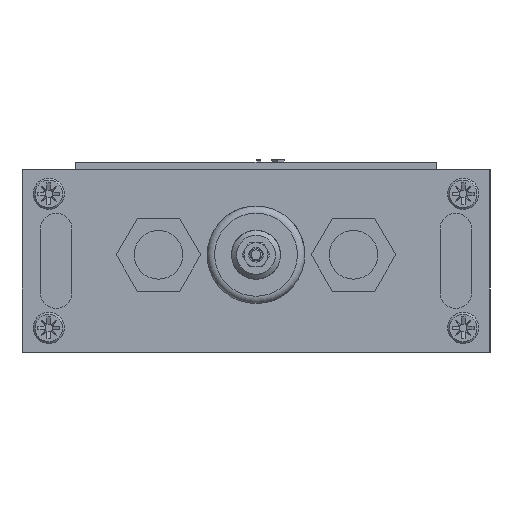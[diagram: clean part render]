
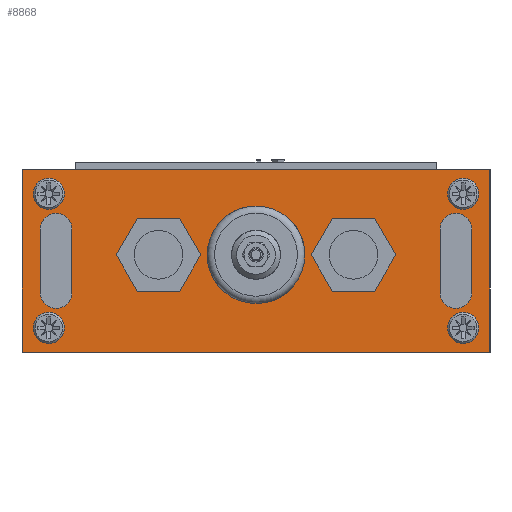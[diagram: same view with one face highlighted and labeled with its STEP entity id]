
A CAD part, left-side view. The second image highlights one B-rep face of the part: STEP entity #8868.
In plain terms, the highlighted face is planar.
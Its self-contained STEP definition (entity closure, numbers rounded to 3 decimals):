
#8868=ADVANCED_FACE('',(#17399,#17400,#17401),#17402,.T.);
#17399=FACE_BOUND('',#25978,.T.);
#17400=FACE_OUTER_BOUND('',#25979,.T.);
#17401=FACE_BOUND('',#25980,.T.);
#17402=PLANE('',#25981);
#25978=EDGE_LOOP('',(#48654,#48655,#48656,#48657));
#25979=EDGE_LOOP('',(#48658,#48659,#48660,#48661));
#25980=EDGE_LOOP('',(#48662,#48663,#48664,#48665));
#25981=AXIS2_PLACEMENT_3D('',#48666,#48667,#48668);
#48654=ORIENTED_EDGE('',*,*,#58931,.T.);
#48655=ORIENTED_EDGE('',*,*,#55764,.T.);
#48656=ORIENTED_EDGE('',*,*,#54255,.T.);
#48657=ORIENTED_EDGE('',*,*,#61487,.T.);
#48658=ORIENTED_EDGE('',*,*,#61225,.T.);
#48659=ORIENTED_EDGE('',*,*,#56055,.T.);
#48660=ORIENTED_EDGE('',*,*,#57760,.T.);
#48661=ORIENTED_EDGE('',*,*,#61291,.T.);
#48662=ORIENTED_EDGE('',*,*,#59585,.T.);
#48663=ORIENTED_EDGE('',*,*,#60106,.T.);
#48664=ORIENTED_EDGE('',*,*,#59628,.T.);
#48665=ORIENTED_EDGE('',*,*,#61488,.T.);
#48666=CARTESIAN_POINT('',(-56.,-40.,12.));
#48667=DIRECTION('',(0.,0.,1.));
#48668=DIRECTION('',(1.,0.,0.));
#54255=EDGE_CURVE('',#65577,#65578,#65579,.T.);
#55764=EDGE_CURVE('',#68060,#65577,#68061,.T.);
#56055=EDGE_CURVE('',#68534,#68532,#68535,.T.);
#57760=EDGE_CURVE('',#68532,#71158,#71160,.T.);
#58931=EDGE_CURVE('',#72831,#68060,#72832,.T.);
#59585=EDGE_CURVE('',#73703,#73704,#73705,.T.);
#59628=EDGE_CURVE('',#73759,#73760,#73761,.T.);
#60106=EDGE_CURVE('',#73704,#73759,#74372,.T.);
#61225=EDGE_CURVE('',#75702,#68534,#75703,.T.);
#61291=EDGE_CURVE('',#71158,#75702,#75771,.T.);
#61487=EDGE_CURVE('',#65578,#72831,#75989,.T.);
#61488=EDGE_CURVE('',#73760,#73703,#75990,.T.);
#65577=VERTEX_POINT('',#81700);
#65578=VERTEX_POINT('',#81701);
#65579=CIRCLE('',#81702,6.5);
#68060=VERTEX_POINT('',#85395);
#68061=LINE('',#85396,#85397);
#68532=VERTEX_POINT('',#86100);
#68534=VERTEX_POINT('',#86103);
#68535=LINE('',#86104,#86105);
#71158=VERTEX_POINT('',#89995);
#71160=LINE('',#89998,#89999);
#72831=VERTEX_POINT('',#92731);
#72832=CIRCLE('',#92732,6.5);
#73703=VERTEX_POINT('',#94069);
#73704=VERTEX_POINT('',#94070);
#73705=CIRCLE('',#94071,6.5);
#73759=VERTEX_POINT('',#94142);
#73760=VERTEX_POINT('',#94143);
#73761=CIRCLE('',#94144,6.5);
#74372=LINE('',#95016,#95017);
#75702=VERTEX_POINT('',#97155);
#75703=LINE('',#97156,#97157);
#75771=LINE('',#97255,#97256);
#75989=LINE('',#97633,#97634);
#75990=LINE('',#97635,#97636);
#81700=CARTESIAN_POINT('',(115.5,10.5,12.));
#81701=CARTESIAN_POINT('',(128.5,10.5,12.));
#81702=AXIS2_PLACEMENT_3D('',#100357,#100358,#100359);
#85395=CARTESIAN_POINT('',(115.5,-15.5,12.));
#85396=CARTESIAN_POINT('',(115.5,-15.5,12.));
#85397=VECTOR('',#101803,1.);
#86100=CARTESIAN_POINT('',(136.,-40.,12.));
#86103=CARTESIAN_POINT('',(-56.,-40.,12.));
#86104=CARTESIAN_POINT('',(-56.,-40.,12.));
#86105=VECTOR('',#102075,1.);
#89995=CARTESIAN_POINT('',(136.,35.,12.));
#89998=CARTESIAN_POINT('',(136.,-40.,12.));
#89999=VECTOR('',#103701,1.);
#92731=CARTESIAN_POINT('',(128.5,-15.5,12.));
#92732=AXIS2_PLACEMENT_3D('',#105009,#105010,#105011);
#94069=CARTESIAN_POINT('',(-35.5,-15.5,12.));
#94070=CARTESIAN_POINT('',(-48.5,-15.5,12.));
#94071=AXIS2_PLACEMENT_3D('',#105531,#105532,#105533);
#94142=CARTESIAN_POINT('',(-48.5,10.5,12.));
#94143=CARTESIAN_POINT('',(-35.5,10.5,12.));
#94144=AXIS2_PLACEMENT_3D('',#105578,#105579,#105580);
#95016=CARTESIAN_POINT('',(-48.5,-15.5,12.));
#95017=VECTOR('',#105981,1.);
#97155=CARTESIAN_POINT('',(-56.,35.,12.));
#97156=CARTESIAN_POINT('',(-56.,35.,12.));
#97157=VECTOR('',#106757,1.);
#97255=CARTESIAN_POINT('',(136.,35.,12.));
#97256=VECTOR('',#106794,1.);
#97633=CARTESIAN_POINT('',(128.5,10.5,12.));
#97634=VECTOR('',#106898,1.);
#97635=CARTESIAN_POINT('',(-35.5,10.5,12.));
#97636=VECTOR('',#106899,1.);
#100357=CARTESIAN_POINT('',(122.,10.5,12.));
#100358=DIRECTION('',(0.,0.,-1.));
#100359=DIRECTION('',(1.,0.,0.));
#101803=DIRECTION('',(0.,1.,0.));
#102075=DIRECTION('',(1.,0.,0.));
#103701=DIRECTION('',(0.,1.,0.));
#105009=CARTESIAN_POINT('',(122.,-15.5,12.));
#105010=DIRECTION('',(0.,0.,-1.));
#105011=DIRECTION('',(1.,0.,0.));
#105531=CARTESIAN_POINT('',(-42.,-15.5,12.));
#105532=DIRECTION('',(0.,0.,-1.));
#105533=DIRECTION('',(1.,0.,0.));
#105578=CARTESIAN_POINT('',(-42.,10.5,12.));
#105579=DIRECTION('',(0.,0.,-1.));
#105580=DIRECTION('',(1.,0.,0.));
#105981=DIRECTION('',(0.,1.,0.));
#106757=DIRECTION('',(0.,-1.,0.));
#106794=DIRECTION('',(-1.,0.,0.));
#106898=DIRECTION('',(0.,-1.,0.));
#106899=DIRECTION('',(0.,-1.,0.));
